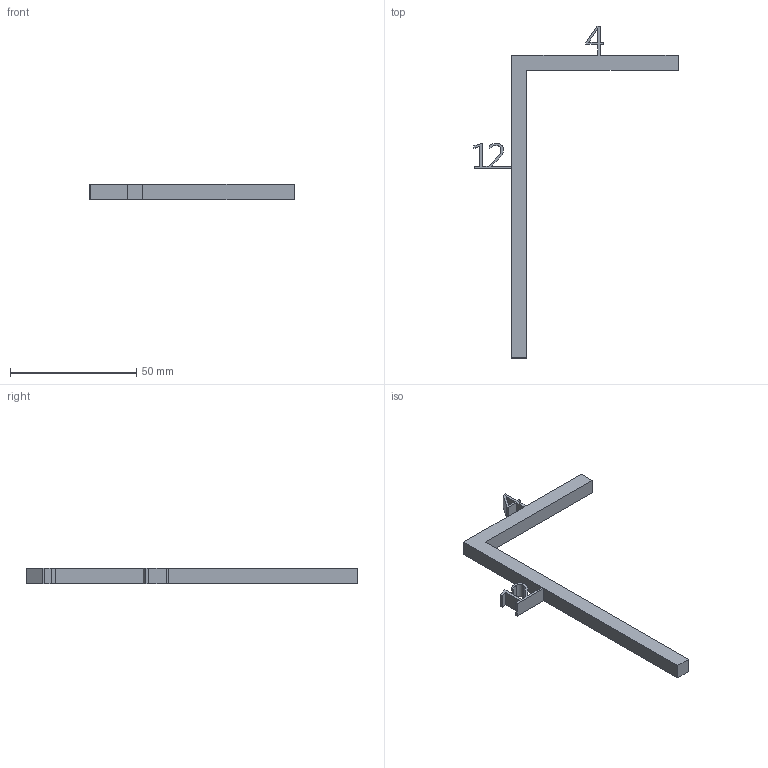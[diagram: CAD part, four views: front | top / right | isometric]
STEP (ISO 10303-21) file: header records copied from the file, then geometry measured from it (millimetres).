
FILE_DESCRIPTION( ('This file contains a STEP AP42 implementation' ,'as created by ZW3D STEP Interface translator.' ,'') ,'2;1' );
FILE_NAME( '錨璃005.stp' ,'2511 9. 91136', (''), ('ZWCAD Software Co.'), 'Version 1.0', 'ZW3D to STEP translator', '' );
FILE_SCHEMA(('AUTOMOTIVE_DESIGN { 1 0 10303 214 1 1 1 1 }'));
Length unit declared in the file: millimetre
Products named in the file (1): 0
Bounding box: 81 x 131.63 x 6 mm (x, y, z)
Volume: 6870.5 mm3; surface area: 5316.3 mm2
Topology: 2 solids, 2 shells, 51 faces, 198 edges, 208 vertices
Faces by surface type: plane 43, bspline 7, cylinder 1
Entity records: 2045 total; most frequent: CARTESIAN_POINT 443, ORIENTED_EDGE 282, DIRECTION 268, VECTOR 174, LINE 174, EDGE_CURVE 141, VERTEX_POINT 94, STYLED_ITEM 57
